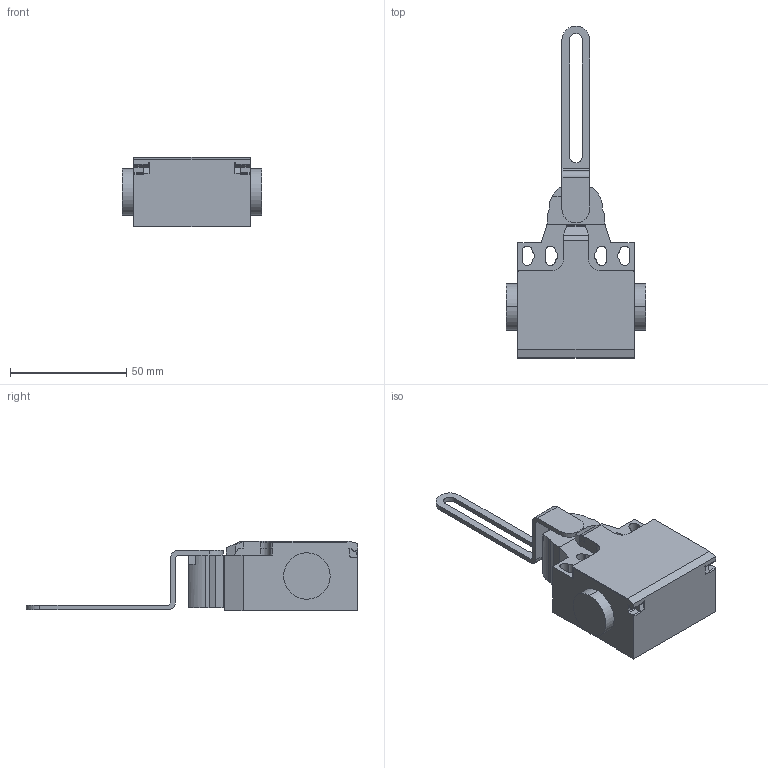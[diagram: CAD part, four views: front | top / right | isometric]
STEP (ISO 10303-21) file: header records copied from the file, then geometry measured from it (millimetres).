
FILE_DESCRIPTION((''),'2;1');
FILE_NAME('3d_KNQ1L02.stp','2012-10-03T07:47:06',(''),(''),'Mechanical Desktop 2011','Mechanical Desktop 2011',', , ');
FILE_SCHEMA(('CONFIG_CONTROL_DESIGN'));
Length unit declared in the file: millimetre
Products named in the file (1): Product
Bounding box: 60 x 142.97 x 30 mm (x, y, z)
Volume: 85496.6 mm3; surface area: 19426.1 mm2
Topology: 3 solids, 3 shells, 152 faces, 475 edges, 355 vertices
Faces by surface type: plane 88, cylinder 38, bspline 26
Entity records: 5497 total; most frequent: CARTESIAN_POINT 1202, ORIENTED_EDGE 892, DIRECTION 832, EDGE_CURVE 446, VECTOR 372, LINE 372, VERTEX_POINT 300, AXIS2_PLACEMENT_3D 230
